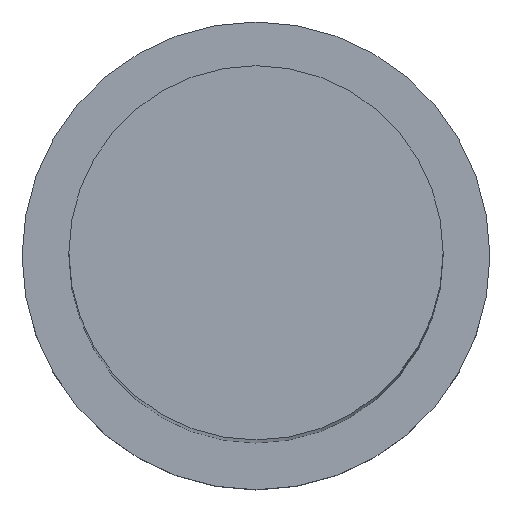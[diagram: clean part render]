
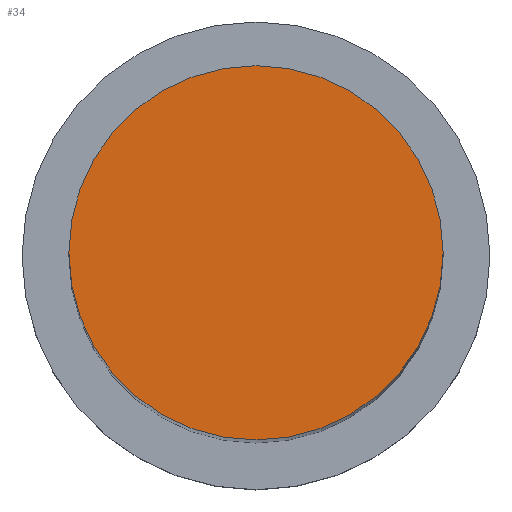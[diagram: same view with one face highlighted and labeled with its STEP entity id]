
A CAD part, top view. The second image highlights one B-rep face of the part: STEP entity #34.
In plain terms, the highlighted planar face has unit normal (0, 0, 1).
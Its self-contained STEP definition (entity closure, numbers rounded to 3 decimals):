
#1 = EDGE_LOOP ( 'NONE', ( #222, #244 ) ) ;
#23 = EDGE_CURVE ( 'NONE', #42, #115, #74, .T. ) ;
#25 = DIRECTION ( 'NONE',  ( 1., 0., 0. ) ) ;
#34 = ADVANCED_FACE ( 'NONE', ( #112 ), #136, .T. ) ;
#42 = VERTEX_POINT ( 'NONE', #121 ) ;
#48 = DIRECTION ( 'NONE',  ( 0., 0., 1. ) ) ;
#74 = CIRCLE ( 'NONE', #120, 16. ) ;
#79 = CARTESIAN_POINT ( 'NONE',  ( 16., 0., 160. ) ) ;
#107 = DIRECTION ( 'NONE',  ( 0., 0., 1. ) ) ;
#112 = FACE_OUTER_BOUND ( 'NONE', #1, .T. ) ;
#115 = VERTEX_POINT ( 'NONE', #79 ) ;
#120 = AXIS2_PLACEMENT_3D ( 'NONE', #209, #151, #238 ) ;
#121 = CARTESIAN_POINT ( 'NONE',  ( -16., 0., 160. ) ) ;
#136 = PLANE ( 'NONE',  #156 ) ;
#151 = DIRECTION ( 'NONE',  ( 0., 0., 1. ) ) ;
#152 = CIRCLE ( 'NONE', #216, 16. ) ;
#156 = AXIS2_PLACEMENT_3D ( 'NONE', #223, #48, #25 ) ;
#166 = DIRECTION ( 'NONE',  ( 1., 0., 0. ) ) ;
#209 = CARTESIAN_POINT ( 'NONE',  ( 0., 0., 160. ) ) ;
#216 = AXIS2_PLACEMENT_3D ( 'NONE', #227, #107, #166 ) ;
#222 = ORIENTED_EDGE ( 'NONE', *, *, #23, .T. ) ;
#223 = CARTESIAN_POINT ( 'NONE',  ( 0., 0., 160. ) ) ;
#224 = EDGE_CURVE ( 'NONE', #115, #42, #152, .T. ) ;
#227 = CARTESIAN_POINT ( 'NONE',  ( 0., 0., 160. ) ) ;
#238 = DIRECTION ( 'NONE',  ( 1., 0., 0. ) ) ;
#244 = ORIENTED_EDGE ( 'NONE', *, *, #224, .T. ) ;
